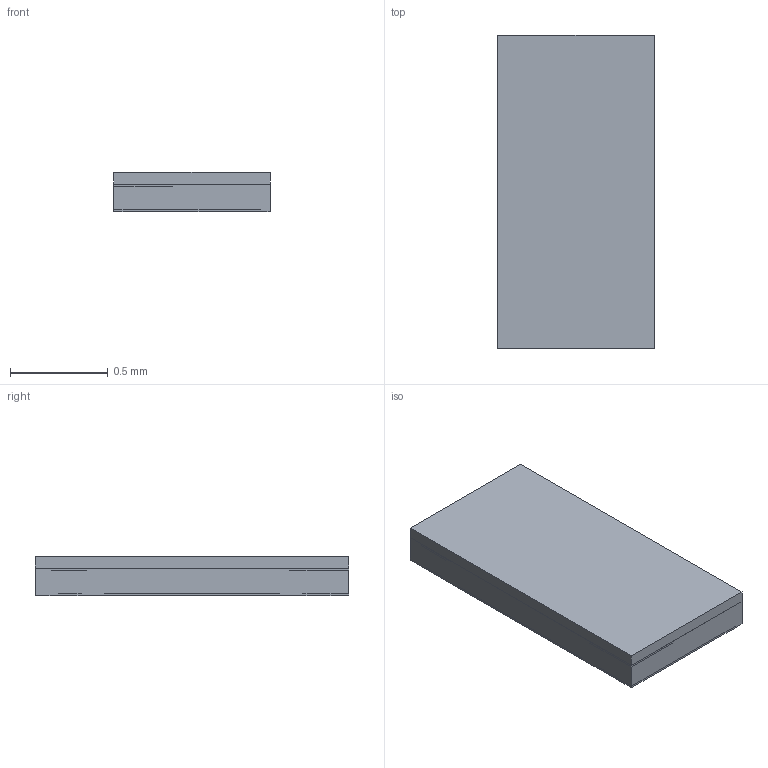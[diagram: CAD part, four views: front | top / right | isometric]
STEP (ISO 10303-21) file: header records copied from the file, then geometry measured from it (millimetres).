
FILE_DESCRIPTION( ( 'Unknown' ), '1' );
FILE_NAME( '150060xx54220_RS_VS_YS_r.stp', 'Unknown', ( 'Unknown' ), ( 'Unknown' ), 'PSStep 19.0.9', 'Unknown', ' ' );
FILE_SCHEMA( ( 'AUTOMOTIVE_DESIGN { 1 0 10303 214 1 1 1 1 }' ) );
Length unit declared in the file: millimetre
Products named in the file (21): Assem1; contact_r; PCB_r; Resin_r
Assembly tree (20 placements, depth 2):
  Assem1
    contact_r
    contact_r
    contact_r
    contact_r
    contact_r
    contact_r
    contact_r
    contact_r
    contact_r
    PCB_r
    PCB_r
    PCB_r
    PCB_r
    PCB_r
    PCB_r
    PCB_r
    PCB_r
    PCB_r
    PCB_r
    Resin_r
Bounding box: 0.8 x 1.6 x 0.2 mm (x, y, z)
Volume: 0.3 mm3; surface area: 12.1 mm2
Topology: 20 solids, 20 shells, 183 faces, 426 edges, 284 vertices
Faces by surface type: plane 165, cylinder 18
Entity records: 6942 total; most frequent: CARTESIAN_POINT 914, DIRECTION 870, ORIENTED_EDGE 852, EDGE_CURVE 426, LINE 390, VECTOR 390, VERTEX_POINT 284, AXIS2_PLACEMENT_3D 240
